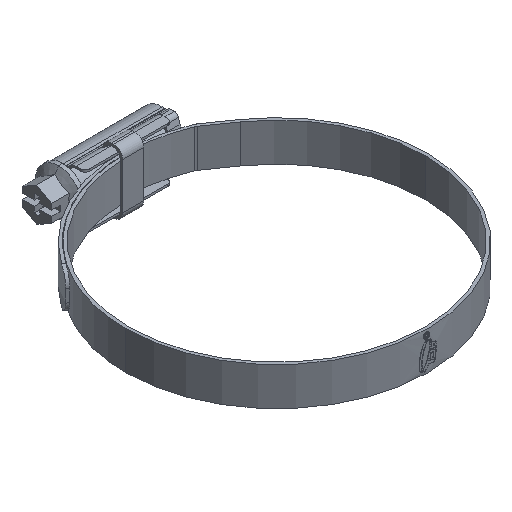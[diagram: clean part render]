
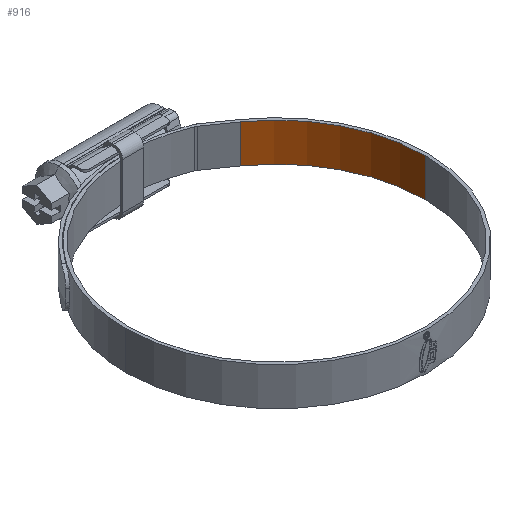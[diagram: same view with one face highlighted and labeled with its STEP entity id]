
A CAD part, isometric view. The second image highlights one B-rep face of the part: STEP entity #916.
In plain terms, the highlighted cylindrical face has radius 35 mm (diameter 70 mm), a partial arc.
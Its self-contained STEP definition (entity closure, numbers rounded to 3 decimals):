
#552 = CARTESIAN_POINT ( 'NONE',  ( 20.075, 28.67, 4.5 ) ) ;
#767 = VECTOR ( 'NONE', #2791, 1000. ) ;
#815 = ORIENTED_EDGE ( 'NONE', *, *, #2271, .T. ) ;
#861 = AXIS2_PLACEMENT_3D ( 'NONE', #6058, #8949, #8299 ) ;
#916 = ADVANCED_FACE ( 'NONE', ( #3243 ), #9011, .F. ) ;
#1214 = CARTESIAN_POINT ( 'NONE',  ( 35., 0., 4.5 ) ) ;
#1358 = ORIENTED_EDGE ( 'NONE', *, *, #3501, .F. ) ;
#1974 = DIRECTION ( 'NONE',  ( 0., 0., -1. ) ) ;
#2271 = EDGE_CURVE ( 'NONE', #8874, #5951, #5873, .T. ) ;
#2791 = DIRECTION ( 'NONE',  ( 0., 0., -1. ) ) ;
#3243 = FACE_OUTER_BOUND ( 'NONE', #7125, .T. ) ;
#3310 = VECTOR ( 'NONE', #1974, 1000. ) ;
#3388 = DIRECTION ( 'NONE',  ( -1., 0., 0. ) ) ;
#3501 = EDGE_CURVE ( 'NONE', #8816, #3656, #8143, .T. ) ;
#3656 = VERTEX_POINT ( 'NONE', #9141 ) ;
#3866 = EDGE_CURVE ( 'NONE', #8874, #8816, #4754, .T. ) ;
#3964 = CARTESIAN_POINT ( 'NONE',  ( 35., 0., 4.5 ) ) ;
#4754 = LINE ( 'NONE', #1214, #3310 ) ;
#5318 = CARTESIAN_POINT ( 'NONE',  ( 20.075, 28.67, 4.5 ) ) ;
#5592 = ORIENTED_EDGE ( 'NONE', *, *, #3866, .F. ) ;
#5742 = DIRECTION ( 'NONE',  ( 0., 0., -1. ) ) ;
#5873 = CIRCLE ( 'NONE', #7100, 35. ) ;
#5951 = VERTEX_POINT ( 'NONE', #5318 ) ;
#6058 = CARTESIAN_POINT ( 'NONE',  ( 0., 0., -4.5 ) ) ;
#6384 = EDGE_CURVE ( 'NONE', #5951, #3656, #7005, .T. ) ;
#6758 = CARTESIAN_POINT ( 'NONE',  ( 35., 0., -4.5 ) ) ;
#7005 = LINE ( 'NONE', #552, #767 ) ;
#7019 = DIRECTION ( 'NONE',  ( 1., 0., 0. ) ) ;
#7066 = DIRECTION ( 'NONE',  ( 0., 0., 1. ) ) ;
#7100 = AXIS2_PLACEMENT_3D ( 'NONE', #9198, #7066, #7019 ) ;
#7125 = EDGE_LOOP ( 'NONE', ( #5592, #815, #7677, #1358 ) ) ;
#7677 = ORIENTED_EDGE ( 'NONE', *, *, #6384, .T. ) ;
#7734 = CARTESIAN_POINT ( 'NONE',  ( 0., 0., 4.5 ) ) ;
#8143 = CIRCLE ( 'NONE', #861, 35. ) ;
#8299 = DIRECTION ( 'NONE',  ( 1., 0., 0. ) ) ;
#8816 = VERTEX_POINT ( 'NONE', #6758 ) ;
#8874 = VERTEX_POINT ( 'NONE', #3964 ) ;
#8949 = DIRECTION ( 'NONE',  ( 0., 0., 1. ) ) ;
#9011 = CYLINDRICAL_SURFACE ( 'NONE', #9196, 35. ) ;
#9141 = CARTESIAN_POINT ( 'NONE',  ( 20.075, 28.67, -4.5 ) ) ;
#9196 = AXIS2_PLACEMENT_3D ( 'NONE', #7734, #5742, #3388 ) ;
#9198 = CARTESIAN_POINT ( 'NONE',  ( 0., 0., 4.5 ) ) ;
